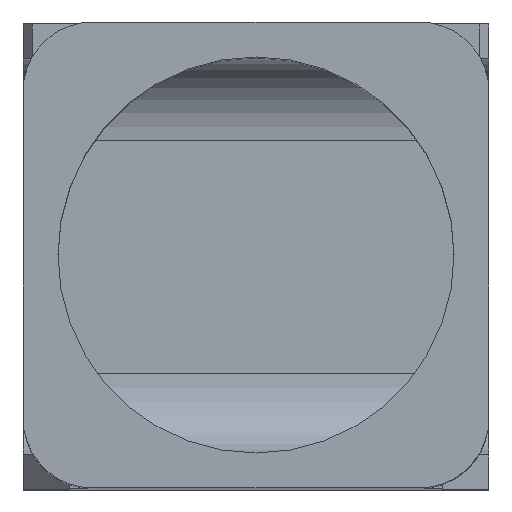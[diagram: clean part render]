
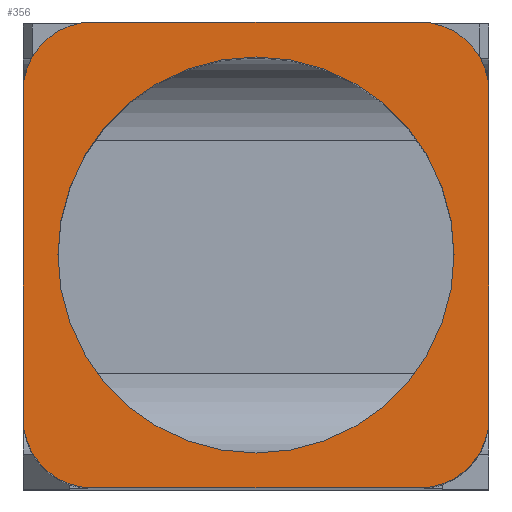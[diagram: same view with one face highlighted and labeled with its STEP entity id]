
A CAD part, top view. The second image highlights one B-rep face of the part: STEP entity #356.
In plain terms, the highlighted planar face has unit normal (0, 0, 1).
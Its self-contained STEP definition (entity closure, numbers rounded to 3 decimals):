
#9 = PLANE ( 'NONE',  #508 ) ;
#13 = ORIENTED_EDGE ( 'NONE', *, *, #831, .F. ) ;
#26 = LINE ( 'NONE', #1954, #857 ) ;
#111 = CARTESIAN_POINT ( 'NONE',  ( 2., 0., 5.5 ) ) ;
#129 = CARTESIAN_POINT ( 'NONE',  ( 1.7, 0., 5.5 ) ) ;
#172 = DIRECTION ( 'NONE',  ( 0., 0., 1. ) ) ;
#244 = EDGE_CURVE ( 'NONE', #1970, #569, #1298, .T. ) ;
#254 = ORIENTED_EDGE ( 'NONE', *, *, #244, .F. ) ;
#263 = CIRCLE ( 'NONE', #835, 0.6 ) ;
#286 = VERTEX_POINT ( 'NONE', #300 ) ;
#300 = CARTESIAN_POINT ( 'NONE',  ( 2., 1.4, 5.5 ) ) ;
#303 = DIRECTION ( 'NONE',  ( 0., -1., 0. ) ) ;
#317 = ORIENTED_EDGE ( 'NONE', *, *, #1155, .T. ) ;
#320 = EDGE_CURVE ( 'NONE', #1832, #1863, #263, .T. ) ;
#334 = DIRECTION ( 'NONE',  ( -1., 0., 0. ) ) ;
#356 = ADVANCED_FACE ( 'NONE', ( #1746, #801 ), #9, .T. ) ;
#365 = CIRCLE ( 'NONE', #937, 0.6 ) ;
#405 = VERTEX_POINT ( 'NONE', #1171 ) ;
#415 = CIRCLE ( 'NONE', #1943, 1.7 ) ;
#420 = EDGE_CURVE ( 'NONE', #405, #1932, #752, .T. ) ;
#462 = EDGE_CURVE ( 'NONE', #1863, #569, #772, .T. ) ;
#469 = CARTESIAN_POINT ( 'NONE',  ( -2., -1.4, 5.5 ) ) ;
#496 = CARTESIAN_POINT ( 'NONE',  ( 0., 0., 5.5 ) ) ;
#508 = AXIS2_PLACEMENT_3D ( 'NONE', #496, #172, #1826 ) ;
#569 = VERTEX_POINT ( 'NONE', #2060 ) ;
#640 = CARTESIAN_POINT ( 'NONE',  ( -1.4, 1.4, 5.5 ) ) ;
#641 = CIRCLE ( 'NONE', #1959, 1.7 ) ;
#648 = CARTESIAN_POINT ( 'NONE',  ( 1.4, -1.4, 5.5 ) ) ;
#653 = DIRECTION ( 'NONE',  ( 1., 0., 0. ) ) ;
#671 = CARTESIAN_POINT ( 'NONE',  ( -1.4, 2., 5.5 ) ) ;
#684 = ORIENTED_EDGE ( 'NONE', *, *, #1355, .F. ) ;
#737 = ORIENTED_EDGE ( 'NONE', *, *, #320, .T. ) ;
#752 = LINE ( 'NONE', #844, #957 ) ;
#769 = CIRCLE ( 'NONE', #1471, 0.6 ) ;
#772 = LINE ( 'NONE', #2040, #1769 ) ;
#801 = FACE_OUTER_BOUND ( 'NONE', #1552, .T. ) ;
#823 = CARTESIAN_POINT ( 'NONE',  ( -1.4, -2., 5.5 ) ) ;
#831 = EDGE_CURVE ( 'NONE', #1123, #1932, #769, .T. ) ;
#832 = EDGE_LOOP ( 'NONE', ( #1202, #317 ) ) ;
#835 = AXIS2_PLACEMENT_3D ( 'NONE', #1003, #1497, #334 ) ;
#844 = CARTESIAN_POINT ( 'NONE',  ( 0., 2., 5.5 ) ) ;
#848 = EDGE_CURVE ( 'NONE', #1123, #1832, #26, .T. ) ;
#857 = VECTOR ( 'NONE', #303, 1000. ) ;
#869 = DIRECTION ( 'NONE',  ( -1., 0., 0. ) ) ;
#908 = EDGE_CURVE ( 'NONE', #1734, #1483, #641, .T. ) ;
#937 = AXIS2_PLACEMENT_3D ( 'NONE', #2037, #1051, #869 ) ;
#957 = VECTOR ( 'NONE', #1995, 1000. ) ;
#959 = DIRECTION ( 'NONE',  ( 1., 0., 0. ) ) ;
#1003 = CARTESIAN_POINT ( 'NONE',  ( -1.4, -1.4, 5.5 ) ) ;
#1009 = DIRECTION ( 'NONE',  ( 0., 0., -1. ) ) ;
#1025 = LINE ( 'NONE', #111, #1672 ) ;
#1051 = DIRECTION ( 'NONE',  ( 0., 0., -1. ) ) ;
#1123 = VERTEX_POINT ( 'NONE', #1955 ) ;
#1155 = EDGE_CURVE ( 'NONE', #1483, #1734, #415, .T. ) ;
#1171 = CARTESIAN_POINT ( 'NONE',  ( 1.4, 2., 5.5 ) ) ;
#1202 = ORIENTED_EDGE ( 'NONE', *, *, #908, .T. ) ;
#1298 = CIRCLE ( 'NONE', #1487, 0.6 ) ;
#1327 = DIRECTION ( 'NONE',  ( 0., 0., -1. ) ) ;
#1355 = EDGE_CURVE ( 'NONE', #405, #286, #365, .T. ) ;
#1375 = DIRECTION ( 'NONE',  ( 1., 0., 0. ) ) ;
#1381 = CARTESIAN_POINT ( 'NONE',  ( -1.7, 0., 5.5 ) ) ;
#1471 = AXIS2_PLACEMENT_3D ( 'NONE', #640, #1805, #959 ) ;
#1477 = DIRECTION ( 'NONE',  ( 1., 0., 0. ) ) ;
#1481 = CARTESIAN_POINT ( 'NONE',  ( 0., 0., 5.5 ) ) ;
#1483 = VERTEX_POINT ( 'NONE', #1381 ) ;
#1484 = CARTESIAN_POINT ( 'NONE',  ( 0., 0., 5.5 ) ) ;
#1487 = AXIS2_PLACEMENT_3D ( 'NONE', #648, #2129, #1477 ) ;
#1497 = DIRECTION ( 'NONE',  ( 0., 0., 1. ) ) ;
#1540 = ORIENTED_EDGE ( 'NONE', *, *, #462, .T. ) ;
#1552 = EDGE_LOOP ( 'NONE', ( #1540, #254, #1888, #684, #2067, #13, #2120, #737 ) ) ;
#1629 = EDGE_CURVE ( 'NONE', #1970, #286, #1025, .T. ) ;
#1663 = CARTESIAN_POINT ( 'NONE',  ( 2., -1.4, 5.5 ) ) ;
#1672 = VECTOR ( 'NONE', #2089, 1000. ) ;
#1734 = VERTEX_POINT ( 'NONE', #129 ) ;
#1746 = FACE_BOUND ( 'NONE', #832, .T. ) ;
#1769 = VECTOR ( 'NONE', #1375, 1000. ) ;
#1805 = DIRECTION ( 'NONE',  ( 0., 0., -1. ) ) ;
#1825 = DIRECTION ( 'NONE',  ( 1., 0., 0. ) ) ;
#1826 = DIRECTION ( 'NONE',  ( 1., 0., 0. ) ) ;
#1832 = VERTEX_POINT ( 'NONE', #469 ) ;
#1863 = VERTEX_POINT ( 'NONE', #823 ) ;
#1888 = ORIENTED_EDGE ( 'NONE', *, *, #1629, .T. ) ;
#1932 = VERTEX_POINT ( 'NONE', #671 ) ;
#1943 = AXIS2_PLACEMENT_3D ( 'NONE', #1484, #1009, #1825 ) ;
#1954 = CARTESIAN_POINT ( 'NONE',  ( -2., 0., 5.5 ) ) ;
#1955 = CARTESIAN_POINT ( 'NONE',  ( -2., 1.4, 5.5 ) ) ;
#1959 = AXIS2_PLACEMENT_3D ( 'NONE', #1481, #1327, #653 ) ;
#1970 = VERTEX_POINT ( 'NONE', #1663 ) ;
#1995 = DIRECTION ( 'NONE',  ( -1., 0., 0. ) ) ;
#2037 = CARTESIAN_POINT ( 'NONE',  ( 1.4, 1.4, 5.5 ) ) ;
#2040 = CARTESIAN_POINT ( 'NONE',  ( 0., -2., 5.5 ) ) ;
#2060 = CARTESIAN_POINT ( 'NONE',  ( 1.4, -2., 5.5 ) ) ;
#2067 = ORIENTED_EDGE ( 'NONE', *, *, #420, .T. ) ;
#2089 = DIRECTION ( 'NONE',  ( 0., 1., 0. ) ) ;
#2120 = ORIENTED_EDGE ( 'NONE', *, *, #848, .T. ) ;
#2129 = DIRECTION ( 'NONE',  ( 0., 0., -1. ) ) ;
